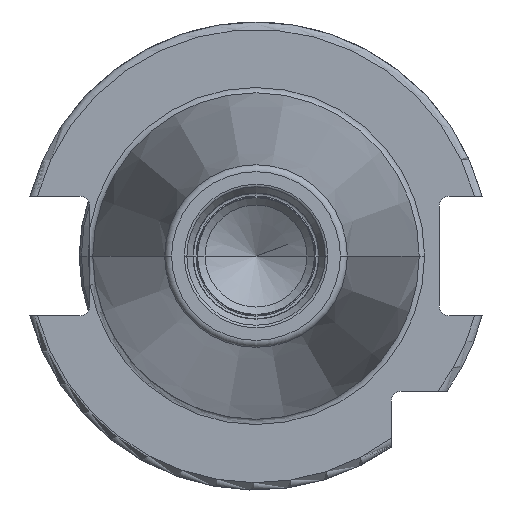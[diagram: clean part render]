
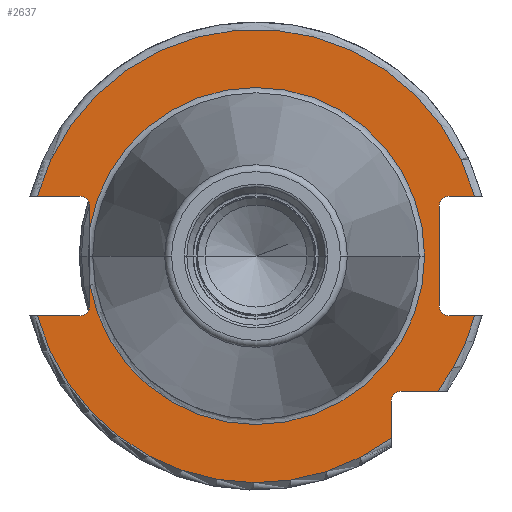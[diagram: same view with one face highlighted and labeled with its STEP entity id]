
A CAD part, left-side view. The second image highlights one B-rep face of the part: STEP entity #2637.
In plain terms, the highlighted planar face has unit normal (-1, 0, 0).
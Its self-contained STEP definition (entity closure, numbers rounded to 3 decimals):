
#105=CARTESIAN_POINT('',(3.2,22.55,-3.842));
#117=CARTESIAN_POINT('',(3.2,0.,0.));
#118=DIRECTION('',(-1.,0.,0.));
#119=DIRECTION('',(0.,0.986,-0.168));
#120=AXIS2_PLACEMENT_3D('',#117,#118,#119);
#532=CARTESIAN_POINT('',(3.2,23.9,-6.75));
#533=DIRECTION('',(1.,0.,0.));
#534=DIRECTION('',(0.,-1.,0.));
#535=AXIS2_PLACEMENT_3D('',#532,#533,#534);
#541=DIRECTION('',(0.,0.,-1.));
#542=VECTOR('',#541,2.908);
#543=CARTESIAN_POINT('',(3.2,22.55,6.75));
#544=LINE('',#543,#542);
#545=DIRECTION('',(0.,-1.,0.));
#546=VECTOR('',#545,5.777);
#547=CARTESIAN_POINT('',(3.2,29.677,8.1));
#548=LINE('',#547,#546);
#549=CARTESIAN_POINT('',(3.2,0.,0.));
#550=DIRECTION('',(1.,0.,0.));
#551=DIRECTION('',(0.,0.965,0.263));
#552=AXIS2_PLACEMENT_3D('',#549,#550,#551);
#554=DIRECTION('',(0.,1.,0.));
#555=VECTOR('',#554,3.477);
#556=CARTESIAN_POINT('',(3.2,-29.677,8.1));
#557=LINE('',#556,#555);
#558=DIRECTION('',(0.,0.,1.));
#559=VECTOR('',#558,13.5);
#560=CARTESIAN_POINT('',(3.2,-24.85,-6.75));
#561=LINE('',#560,#559);
#562=DIRECTION('',(0.,1.,0.));
#563=VECTOR('',#562,3.477);
#564=CARTESIAN_POINT('',(3.2,-29.677,-8.1));
#565=LINE('',#564,#563);
#566=CARTESIAN_POINT('',(3.2,0.,0.));
#567=DIRECTION('',(-1.,0.,0.));
#568=DIRECTION('',(0.,-0.803,-0.597));
#569=AXIS2_PLACEMENT_3D('',#566,#567,#568);
#571=DIRECTION('',(0.,-1.,0.));
#572=VECTOR('',#571,4.99);
#573=CARTESIAN_POINT('',(3.2,-19.7,-18.35));
#574=LINE('',#573,#572);
#575=DIRECTION('',(0.,0.,1.));
#576=VECTOR('',#575,4.99);
#577=CARTESIAN_POINT('',(3.2,-18.35,-24.69));
#578=LINE('',#577,#576);
#579=CARTESIAN_POINT('',(3.2,0.,0.));
#580=DIRECTION('',(-1.,0.,0.));
#581=DIRECTION('',(0.,0.965,-0.263));
#582=AXIS2_PLACEMENT_3D('',#579,#580,#581);
#584=DIRECTION('',(0.,-1.,0.));
#585=VECTOR('',#584,5.777);
#586=CARTESIAN_POINT('',(3.2,29.677,-8.1));
#587=LINE('',#586,#585);
#588=DIRECTION('',(0.,0.,-1.));
#589=VECTOR('',#588,2.908);
#590=CARTESIAN_POINT('',(3.2,22.55,-3.842));
#591=LINE('',#590,#589);
#597=CARTESIAN_POINT('',(3.2,23.9,6.75));
#598=DIRECTION('',(1.,0.,0.));
#599=DIRECTION('',(0.,0.,1.));
#600=AXIS2_PLACEMENT_3D('',#597,#598,#599);
#642=CARTESIAN_POINT('',(3.2,-26.2,6.75));
#643=DIRECTION('',(1.,0.,0.));
#644=DIRECTION('',(0.,1.,0.));
#645=AXIS2_PLACEMENT_3D('',#642,#643,#644);
#660=CARTESIAN_POINT('',(3.2,-26.2,-6.75));
#661=DIRECTION('',(1.,0.,0.));
#662=DIRECTION('',(0.,0.,-1.));
#663=AXIS2_PLACEMENT_3D('',#660,#661,#662);
#785=CARTESIAN_POINT('',(3.2,29.677,-8.1));
#821=CARTESIAN_POINT('',(3.2,-29.677,-8.1));
#1127=CARTESIAN_POINT('',(3.2,-19.7,-19.7));
#1128=DIRECTION('',(1.,0.,0.));
#1129=DIRECTION('',(0.,1.,0.));
#1130=AXIS2_PLACEMENT_3D('',#1127,#1128,#1129);
#1275=CARTESIAN_POINT('',(3.2,29.677,8.1));
#1282=CARTESIAN_POINT('',(3.2,-29.677,8.1));
#1293=CARTESIAN_POINT('',(3.2,22.55,3.842));
#1304=CARTESIAN_POINT('',(3.2,0.,0.));
#1305=DIRECTION('',(1.,0.,0.));
#1306=DIRECTION('',(0.,0.986,0.168));
#1307=AXIS2_PLACEMENT_3D('',#1304,#1305,#1306);
#1527=CARTESIAN_POINT('',(3.2,-22.875,0.));
#1529=VERTEX_POINT('',#1527);
#1669=VERTEX_POINT('',#1293);
#1671=VERTEX_POINT('',#105);
#1674=VERTEX_POINT('',#1275);
#1675=VERTEX_POINT('',#1282);
#1678=VERTEX_POINT('',#785);
#1679=VERTEX_POINT('',#821);
#1694=CARTESIAN_POINT('',(3.2,-18.35,-24.69));
#1695=VERTEX_POINT('',#1694);
#1697=CARTESIAN_POINT('',(3.2,23.9,-8.1));
#1699=VERTEX_POINT('',#1697);
#1701=CARTESIAN_POINT('',(3.2,22.55,-6.75));
#1703=VERTEX_POINT('',#1701);
#1705=CARTESIAN_POINT('',(3.2,22.55,6.75));
#1707=VERTEX_POINT('',#1705);
#1709=CARTESIAN_POINT('',(3.2,23.9,8.1));
#1711=VERTEX_POINT('',#1709);
#1713=CARTESIAN_POINT('',(3.2,-24.85,-6.75));
#1715=VERTEX_POINT('',#1713);
#1717=CARTESIAN_POINT('',(3.2,-26.2,-8.1));
#1719=VERTEX_POINT('',#1717);
#1721=CARTESIAN_POINT('',(3.2,-26.2,8.1));
#1723=VERTEX_POINT('',#1721);
#1725=CARTESIAN_POINT('',(3.2,-24.85,6.75));
#1727=VERTEX_POINT('',#1725);
#1734=CARTESIAN_POINT('',(3.2,-19.7,-18.35));
#1735=CARTESIAN_POINT('',(3.2,-24.69,-18.35));
#1736=VERTEX_POINT('',#1734);
#1737=VERTEX_POINT('',#1735);
#1738=CARTESIAN_POINT('',(3.2,-18.35,-19.7));
#1739=VERTEX_POINT('',#1738);
#2597=CARTESIAN_POINT('',(3.2,0.,0.));
#2598=DIRECTION('',(1.,0.,0.));
#2599=DIRECTION('',(0.,-1.,0.));
#2600=AXIS2_PLACEMENT_3D('',#2597,#2598,#2599);
#2601=PLANE('',#2600);
#2602=ORIENTED_EDGE('',*,*,#1989,.F.);
#2604=ORIENTED_EDGE('',*,*,#2603,.F.);
#2606=ORIENTED_EDGE('',*,*,#2605,.F.);
#2608=ORIENTED_EDGE('',*,*,#2607,.T.);
#2610=ORIENTED_EDGE('',*,*,#2609,.T.);
#2612=ORIENTED_EDGE('',*,*,#2611,.F.);
#2614=ORIENTED_EDGE('',*,*,#2613,.F.);
#2616=ORIENTED_EDGE('',*,*,#2615,.F.);
#2618=ORIENTED_EDGE('',*,*,#2617,.F.);
#2620=ORIENTED_EDGE('',*,*,#2619,.F.);
#2622=ORIENTED_EDGE('',*,*,#2621,.F.);
#2624=ORIENTED_EDGE('',*,*,#2623,.F.);
#2626=ORIENTED_EDGE('',*,*,#2625,.F.);
#2628=ORIENTED_EDGE('',*,*,#2627,.F.);
#2629=ORIENTED_EDGE('',*,*,#2569,.T.);
#2630=ORIENTED_EDGE('',*,*,#2558,.F.);
#2631=ORIENTED_EDGE('',*,*,#1994,.F.);
#2632=ORIENTED_EDGE('',*,*,#1969,.T.);
#2634=ORIENTED_EDGE('',*,*,#2633,.F.);
#2635=EDGE_LOOP('',(#2602,#2604,#2606,#2608,#2610,#2612,#2614,#2616,#2618,#2620,
#2622,#2624,#2626,#2628,#2629,#2630,#2631,#2632,#2634));
#2636=FACE_OUTER_BOUND('',#2635,.F.);
#2637=ADVANCED_FACE('',(#2636),#2601,.F.);
#121=CIRCLE('',#120,22.875);
#536=CIRCLE('',#535,1.35);
#553=CIRCLE('',#552,30.763);
#570=CIRCLE('',#569,30.763);
#583=CIRCLE('',#582,30.763);
#601=CIRCLE('',#600,1.35);
#646=CIRCLE('',#645,1.35);
#664=CIRCLE('',#663,1.35);
#1131=CIRCLE('',#1130,1.35);
#1308=CIRCLE('',#1307,22.875);
#1969=EDGE_CURVE('',#1671,#1529,#121,.T.);
#1989=EDGE_CURVE('',#1707,#1669,#544,.T.);
#1994=EDGE_CURVE('',#1671,#1703,#591,.T.);
#2558=EDGE_CURVE('',#1703,#1699,#536,.T.);
#2569=EDGE_CURVE('',#1678,#1699,#587,.T.);
#2603=EDGE_CURVE('',#1711,#1707,#601,.T.);
#2605=EDGE_CURVE('',#1674,#1711,#548,.T.);
#2607=EDGE_CURVE('',#1674,#1675,#553,.T.);
#2609=EDGE_CURVE('',#1675,#1723,#557,.T.);
#2611=EDGE_CURVE('',#1727,#1723,#646,.T.);
#2613=EDGE_CURVE('',#1715,#1727,#561,.T.);
#2615=EDGE_CURVE('',#1719,#1715,#664,.T.);
#2617=EDGE_CURVE('',#1679,#1719,#565,.T.);
#2619=EDGE_CURVE('',#1737,#1679,#570,.T.);
#2621=EDGE_CURVE('',#1736,#1737,#574,.T.);
#2623=EDGE_CURVE('',#1739,#1736,#1131,.T.);
#2625=EDGE_CURVE('',#1695,#1739,#578,.T.);
#2627=EDGE_CURVE('',#1678,#1695,#583,.T.);
#2633=EDGE_CURVE('',#1669,#1529,#1308,.T.);
